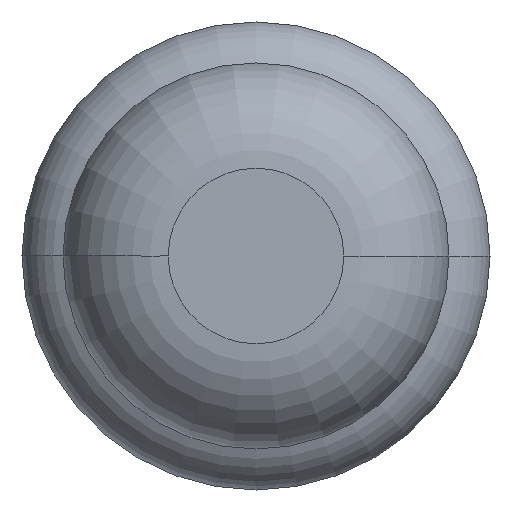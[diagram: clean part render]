
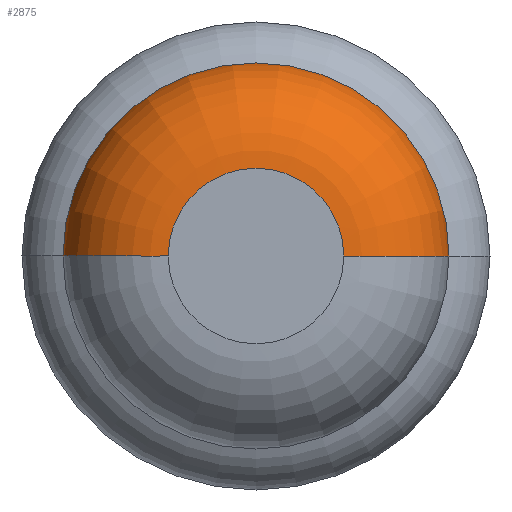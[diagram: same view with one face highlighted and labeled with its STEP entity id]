
A CAD part, front view. The second image highlights one B-rep face of the part: STEP entity #2875.
In plain terms, the highlighted toroidal (fillet/blend) face has major radius 0.375 mm and minor radius 0.45 mm.
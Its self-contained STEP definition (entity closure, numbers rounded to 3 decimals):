
#121 = VERTEX_POINT ( 'NONE', #3063 ) ;
#156 = AXIS2_PLACEMENT_3D ( 'NONE', #1619, #3568, #2558 ) ;
#163 = CARTESIAN_POINT ( 'NONE',  ( -0.375, -31.55, 0. ) ) ;
#272 = CARTESIAN_POINT ( 'NONE',  ( 0.825, -31.55, 0. ) ) ;
#483 = VERTEX_POINT ( 'NONE', #2307 ) ;
#561 = AXIS2_PLACEMENT_3D ( 'NONE', #3820, #2517, #1589 ) ;
#779 = AXIS2_PLACEMENT_3D ( 'NONE', #3086, #835, #2143 ) ;
#835 = DIRECTION ( 'NONE',  ( 0., -1., 0. ) ) ;
#1131 = EDGE_CURVE ( 'Defeature ausgef�hrt1_7+Defeature ausgef�hrt1_8+Defeature ausgef�hrt1_8+Defeature ausgef�hrt1_8', #2696, #1338, #2278, .T. ) ;
#1162 = DIRECTION ( 'NONE',  ( 0., 0., 1. ) ) ;
#1287 = CARTESIAN_POINT ( 'NONE',  ( -0.825, -31.55, 0. ) ) ;
#1338 = VERTEX_POINT ( 'NONE', #1287 ) ;
#1505 = AXIS2_PLACEMENT_3D ( 'NONE', #2031, #2288, #2015 ) ;
#1589 = DIRECTION ( 'NONE',  ( -1., 0., 0. ) ) ;
#1619 = CARTESIAN_POINT ( 'NONE',  ( 0., -31.55, 0. ) ) ;
#1627 = CIRCLE ( 'NONE', #561, 0.45 ) ;
#1872 = EDGE_CURVE ( 'Defeature ausgef�hrt1_6+Defeature ausgef�hrt1_7+Defeature ausgef�hrt1_7+Defeature ausgef�hrt1_7', #483, #121, #2681, .T. ) ;
#2015 = DIRECTION ( 'NONE',  ( 1., 0., 0. ) ) ;
#2031 = CARTESIAN_POINT ( 'NONE',  ( 0., -32., 0. ) ) ;
#2075 = CIRCLE ( 'NONE', #3560, 0.45 ) ;
#2143 = DIRECTION ( 'NONE',  ( 1., 0., 0. ) ) ;
#2278 = CIRCLE ( 'NONE', #779, 0.825 ) ;
#2288 = DIRECTION ( 'NONE',  ( 0., -1., 0. ) ) ;
#2307 = CARTESIAN_POINT ( 'NONE',  ( 0.375, -32., 0. ) ) ;
#2459 = EDGE_CURVE ( 'NONE', #1338, #121, #2075, .T. ) ;
#2472 = FACE_OUTER_BOUND ( 'NONE', #3974, .T. ) ;
#2517 = DIRECTION ( 'NONE',  ( 0., 0., -1. ) ) ;
#2558 = DIRECTION ( 'NONE',  ( 1., 0., 0. ) ) ;
#2681 = CIRCLE ( 'NONE', #1505, 0.375 ) ;
#2696 = VERTEX_POINT ( 'NONE', #272 ) ;
#2720 = TOROIDAL_SURFACE ( 'NONE', #156, 0.375, 0.45 ) ;
#2875 = ADVANCED_FACE ( 'Defeature ausgef�hrt1_7', ( #2472 ), #2720, .T. ) ;
#3063 = CARTESIAN_POINT ( 'NONE',  ( -0.375, -32., 0. ) ) ;
#3086 = CARTESIAN_POINT ( 'NONE',  ( 0., -31.55, 0. ) ) ;
#3125 = EDGE_CURVE ( 'NONE', #2696, #483, #1627, .T. ) ;
#3241 = ORIENTED_EDGE ( 'NONE', *, *, #1131, .T. ) ;
#3560 = AXIS2_PLACEMENT_3D ( 'NONE', #163, #1162, #4053 ) ;
#3568 = DIRECTION ( 'NONE',  ( 0., -1., 0. ) ) ;
#3679 = ORIENTED_EDGE ( 'NONE', *, *, #1872, .F. ) ;
#3739 = ORIENTED_EDGE ( 'NONE', *, *, #2459, .T. ) ;
#3820 = CARTESIAN_POINT ( 'NONE',  ( 0.375, -31.55, 0. ) ) ;
#3974 = EDGE_LOOP ( 'NONE', ( #3241, #3739, #3679, #3988 ) ) ;
#3988 = ORIENTED_EDGE ( 'NONE', *, *, #3125, .F. ) ;
#4053 = DIRECTION ( 'NONE',  ( 1., 0., 0. ) ) ;
